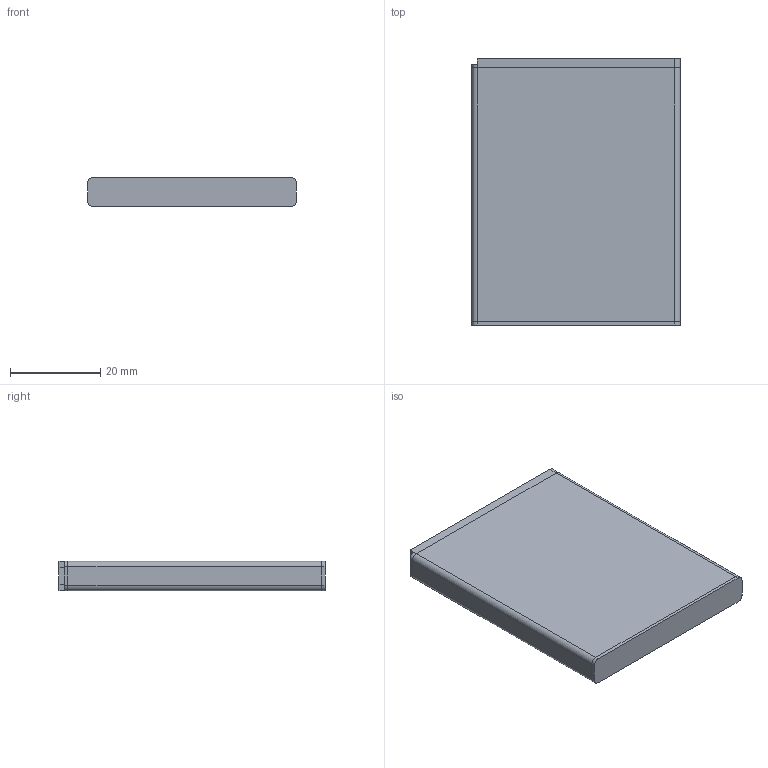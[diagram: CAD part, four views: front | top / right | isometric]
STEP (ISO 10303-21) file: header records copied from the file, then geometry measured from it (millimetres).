
FILE_DESCRIPTION (( 'STEP AP214' ), '1' );
FILE_NAME ('SAMSUNG BP2000.STEP', '2018-11-13T23:09:21', ( 'Alex' ), ( '' ), 'SwSTEP 2.0', 'SolidWorks 2018', '' );
FILE_SCHEMA (( 'AUTOMOTIVE_DESIGN' ));
Length unit declared in the file: millimetre
Products named in the file (1): SAMSUNG BP2000
Bounding box: 46.3 x 59 x 6.5 mm (x, y, z)
Volume: 17639.3 mm3; surface area: 6728.8 mm2
Topology: 1 solids, 1 shells, 72 faces, 182 edges, 116 vertices
Faces by surface type: plane 44, cylinder 28
Entity records: 2972 total; most frequent: DIRECTION 376, CARTESIAN_POINT 371, ORIENTED_EDGE 364, EDGE_CURVE 182, VECTOR 134, LINE 134, AXIS2_PLACEMENT_3D 121, VERTEX_POINT 116
